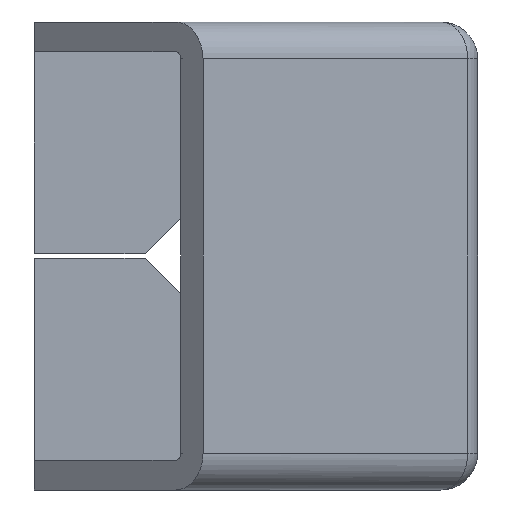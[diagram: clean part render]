
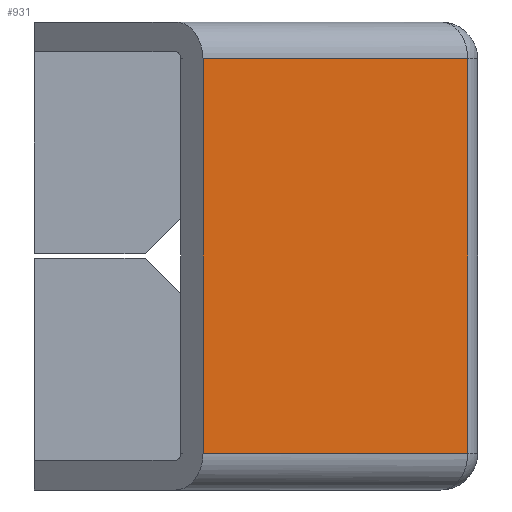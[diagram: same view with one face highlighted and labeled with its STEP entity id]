
A CAD part, left-side view. The second image highlights one B-rep face of the part: STEP entity #931.
In plain terms, the highlighted planar face has unit normal (-0.68, -0.733, 0).
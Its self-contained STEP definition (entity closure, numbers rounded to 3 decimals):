
#77 = LINE ( 'NONE', #2024, #764 ) ;
#115 = DIRECTION ( 'NONE',  ( 0.733, -0.68, 0. ) ) ;
#321 = CARTESIAN_POINT ( 'NONE',  ( -21., 11.15, -8. ) ) ;
#339 = AXIS2_PLACEMENT_3D ( 'NONE', #1523, #1726, #1885 ) ;
#411 = ORIENTED_EDGE ( 'NONE', *, *, #1888, .T. ) ;
#426 = VERTEX_POINT ( 'NONE', #2248 ) ;
#438 = ORIENTED_EDGE ( 'NONE', *, *, #1485, .T. ) ;
#451 = PLANE ( 'NONE',  #339 ) ;
#515 = LINE ( 'NONE', #1566, #1406 ) ;
#623 = EDGE_CURVE ( 'NONE', #426, #870, #515, .T. ) ;
#668 = VERTEX_POINT ( 'NONE', #321 ) ;
#764 = VECTOR ( 'NONE', #115, 1000. ) ;
#803 = CARTESIAN_POINT ( 'NONE',  ( -9.421, 0.401, -8. ) ) ;
#810 = FACE_OUTER_BOUND ( 'NONE', #1228, .T. ) ;
#812 = LINE ( 'NONE', #2047, #1034 ) ;
#870 = VERTEX_POINT ( 'NONE', #1574 ) ;
#931 = ADVANCED_FACE ( 'NONE', ( #810 ), #451, .F. ) ;
#1028 = EDGE_CURVE ( 'NONE', #426, #1536, #1103, .T. ) ;
#1034 = VECTOR ( 'NONE', #1360, 1000. ) ;
#1067 = DIRECTION ( 'NONE',  ( -0.733, 0.68, 0. ) ) ;
#1103 = LINE ( 'NONE', #1640, #1159 ) ;
#1159 = VECTOR ( 'NONE', #1841, 1000. ) ;
#1228 = EDGE_LOOP ( 'NONE', ( #411, #438, #1891, #2010 ) ) ;
#1360 = DIRECTION ( 'NONE',  ( 0., 0., -1. ) ) ;
#1406 = VECTOR ( 'NONE', #1067, 1000. ) ;
#1485 = EDGE_CURVE ( 'NONE', #668, #1536, #77, .T. ) ;
#1523 = CARTESIAN_POINT ( 'NONE',  ( -21., 11.15, 9.5 ) ) ;
#1536 = VERTEX_POINT ( 'NONE', #803 ) ;
#1566 = CARTESIAN_POINT ( 'NONE',  ( -21., 11.15, 8. ) ) ;
#1574 = CARTESIAN_POINT ( 'NONE',  ( -21., 11.15, 8. ) ) ;
#1640 = CARTESIAN_POINT ( 'NONE',  ( -9.421, 0.401, 9.5 ) ) ;
#1726 = DIRECTION ( 'NONE',  ( 0.68, 0.733, 0. ) ) ;
#1841 = DIRECTION ( 'NONE',  ( 0., 0., -1. ) ) ;
#1885 = DIRECTION ( 'NONE',  ( -0.733, 0.68, 0. ) ) ;
#1888 = EDGE_CURVE ( 'NONE', #870, #668, #812, .T. ) ;
#1891 = ORIENTED_EDGE ( 'NONE', *, *, #1028, .F. ) ;
#2010 = ORIENTED_EDGE ( 'NONE', *, *, #623, .T. ) ;
#2024 = CARTESIAN_POINT ( 'NONE',  ( -9.421, 0.401, -8. ) ) ;
#2047 = CARTESIAN_POINT ( 'NONE',  ( -21., 11.15, 9.5 ) ) ;
#2248 = CARTESIAN_POINT ( 'NONE',  ( -9.421, 0.401, 8. ) ) ;
